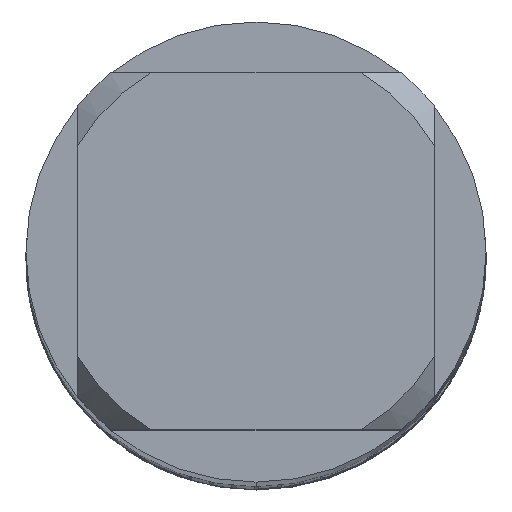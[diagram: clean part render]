
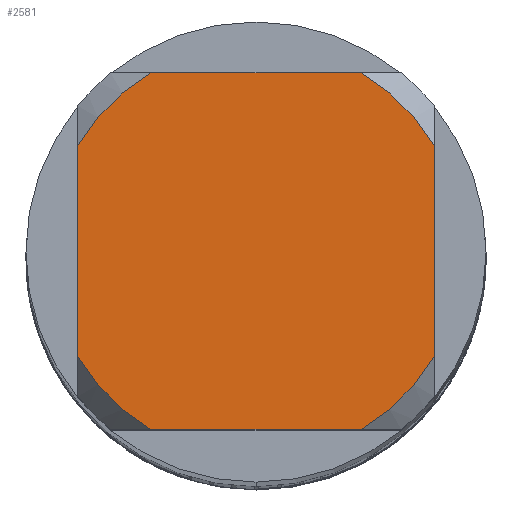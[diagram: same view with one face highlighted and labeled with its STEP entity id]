
A CAD part, top view. The second image highlights one B-rep face of the part: STEP entity #2581.
In plain terms, the highlighted planar face has unit normal (0, 0, 1).
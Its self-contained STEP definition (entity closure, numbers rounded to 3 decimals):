
#1657=VERTEX_POINT('',#4867);
#2069=EDGE_CURVE('',#3195,#4047,#5324,.T.);
#2491=EDGE_CURVE('',#3697,#1657,#5777,.T.);
#2581=ADVANCED_FACE('',(#5873),#5874,.T.);
#2737=EDGE_CURVE('',#3697,#3325,#6045,.T.);
#3187=EDGE_CURVE('',#4755,#1657,#6541,.T.);
#3195=VERTEX_POINT('',#6549);
#3325=VERTEX_POINT('',#6691);
#3525=VERTEX_POINT('',#6908);
#3527=EDGE_CURVE('',#4315,#3325,#6910,.T.);
#3697=VERTEX_POINT('',#7097);
#4005=EDGE_CURVE('',#4315,#4047,#7429,.T.);
#4047=VERTEX_POINT('',#7474);
#4253=EDGE_CURVE('',#3195,#3525,#7701,.T.);
#4315=VERTEX_POINT('',#7767);
#4569=EDGE_CURVE('',#4755,#3525,#8043,.T.);
#4755=VERTEX_POINT('',#8243);
#4867=CARTESIAN_POINT('',(1.83,-3.1,0.0));
#5324=CIRCLE('',#9425,3.6);
#5777=CIRCLE('',#10628,3.6);
#5873=FACE_OUTER_BOUND('',#10827,.T.);
#5874=PLANE('',#10828);
#6045=LINE('',#11203,#11204);
#6541=LINE('',#12484,#12485);
#6549=CARTESIAN_POINT('',(-3.1,1.83,0.0));
#6691=CARTESIAN_POINT('',(3.1,1.83,0.0));
#6908=CARTESIAN_POINT('',(-3.1,-1.83,0.0));
#6910=CIRCLE('',#13267,3.6);
#7097=CARTESIAN_POINT('',(3.1,-1.83,0.0));
#7429=LINE('',#14740,#14741);
#7474=CARTESIAN_POINT('',(-1.83,3.1,0.0));
#7701=LINE('',#15447,#15448);
#7767=CARTESIAN_POINT('',(1.83,3.1,0.0));
#8043=CIRCLE('',#16354,3.6);
#8243=CARTESIAN_POINT('',(-1.83,-3.1,0.0));
#9425=AXIS2_PLACEMENT_3D('',#17571,#17572,#17573);
#10628=AXIS2_PLACEMENT_3D('',#17988,#17989,#17990);
#10827=EDGE_LOOP('',(#18065,#18066,#18067,#18068,#18069,#18070,#18071,#18072));
#10828=AXIS2_PLACEMENT_3D('',#18073,#18074,#18075);
#11203=CARTESIAN_POINT('',(3.1,0.9,0.0));
#11204=VECTOR('',#18299,1.0);
#12484=CARTESIAN_POINT('',(0.0,-3.1,0.0));
#12485=VECTOR('',#18945,1.0);
#13267=AXIS2_PLACEMENT_3D('',#19293,#19294,#19295);
#14740=CARTESIAN_POINT('',(0.0,3.1,0.0));
#14741=VECTOR('',#19887,1.0);
#15447=CARTESIAN_POINT('',(-3.1,0.9,0.0));
#15448=VECTOR('',#20176,1.0);
#16354=AXIS2_PLACEMENT_3D('',#20493,#20494,#20495);
#17571=CARTESIAN_POINT('',(0.0,0.0,0.0));
#17572=DIRECTION('',(0.0,0.0,-1.0));
#17573=DIRECTION('',(0.0,1.0,0.0));
#17988=CARTESIAN_POINT('',(0.0,0.0,0.0));
#17989=DIRECTION('',(0.0,0.0,-1.0));
#17990=DIRECTION('',(0.0,1.0,0.0));
#18065=ORIENTED_EDGE('',*,*,#4253,.T.);
#18066=ORIENTED_EDGE('',*,*,#4569,.F.);
#18067=ORIENTED_EDGE('',*,*,#3187,.T.);
#18068=ORIENTED_EDGE('',*,*,#2491,.F.);
#18069=ORIENTED_EDGE('',*,*,#2737,.T.);
#18070=ORIENTED_EDGE('',*,*,#3527,.F.);
#18071=ORIENTED_EDGE('',*,*,#4005,.T.);
#18072=ORIENTED_EDGE('',*,*,#2069,.F.);
#18073=CARTESIAN_POINT('',(0.0,1.8,0.0));
#18074=DIRECTION('',(-0.0,0.0,1.0));
#18075=DIRECTION('',(0.0,-1.0,0.0));
#18299=DIRECTION('',(-0.0,1.0,0.0));
#18945=DIRECTION('',(1.0,0.0,0.0));
#19293=CARTESIAN_POINT('',(0.0,0.0,0.0));
#19294=DIRECTION('',(0.0,0.0,-1.0));
#19295=DIRECTION('',(0.0,1.0,0.0));
#19887=DIRECTION('',(-1.0,0.0,0.0));
#20176=DIRECTION('',(-0.0,-1.0,0.0));
#20493=CARTESIAN_POINT('',(0.0,0.0,0.0));
#20494=DIRECTION('',(0.0,0.0,-1.0));
#20495=DIRECTION('',(0.0,1.0,0.0));
